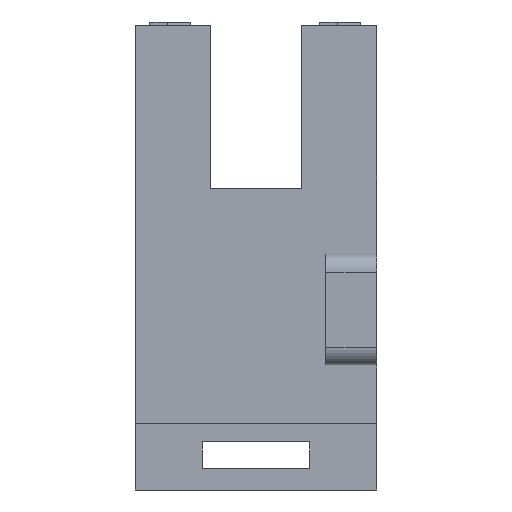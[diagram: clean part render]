
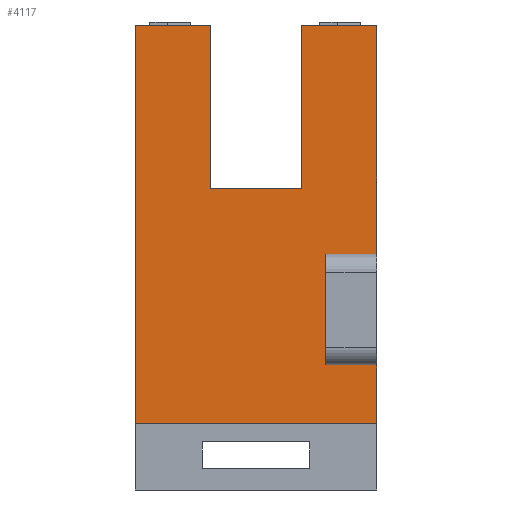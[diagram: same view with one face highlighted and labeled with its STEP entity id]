
A CAD part, left-side view. The second image highlights one B-rep face of the part: STEP entity #4117.
In plain terms, the highlighted planar face has unit normal (-1, 0, 0).
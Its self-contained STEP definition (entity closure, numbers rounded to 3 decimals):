
#833=DIRECTION('',(0.,-1.,0.));
#834=VECTOR('',#833,13.5);
#835=CARTESIAN_POINT('',(-3.3,6.75,-6.4));
#836=LINE('',#835,#834);
#853=DIRECTION('',(0.,0.,-1.));
#854=VECTOR('',#853,22.3);
#855=CARTESIAN_POINT('',(-3.3,6.75,15.9));
#856=LINE('',#855,#854);
#1013=DIRECTION('',(0.,0.,1.));
#1014=VECTOR('',#1013,9.1);
#1015=CARTESIAN_POINT('',(-3.3,-2.55,6.8));
#1016=LINE('',#1015,#1014);
#1017=DIRECTION('',(0.,-1.,0.));
#1018=VECTOR('',#1017,4.2);
#1019=CARTESIAN_POINT('',(-3.3,-2.55,15.9));
#1020=LINE('',#1019,#1018);
#1021=DIRECTION('',(0.,0.,-1.));
#1022=VECTOR('',#1021,12.8);
#1023=CARTESIAN_POINT('',(-3.3,-6.75,15.9));
#1024=LINE('',#1023,#1022);
#1025=DIRECTION('',(0.,0.,-1.));
#1026=VECTOR('',#1025,6.2);
#1027=CARTESIAN_POINT('',(-3.3,-3.9,3.1));
#1028=LINE('',#1027,#1026);
#1029=DIRECTION('',(0.,-1.,0.));
#1030=VECTOR('',#1029,2.85);
#1031=CARTESIAN_POINT('',(-3.3,-3.9,-3.1));
#1032=LINE('',#1031,#1030);
#1033=DIRECTION('',(0.,0.,-1.));
#1034=VECTOR('',#1033,3.3);
#1035=CARTESIAN_POINT('',(-3.3,-6.75,-3.1));
#1036=LINE('',#1035,#1034);
#1037=DIRECTION('',(0.,-1.,0.));
#1038=VECTOR('',#1037,4.2);
#1039=CARTESIAN_POINT('',(-3.3,6.75,15.9));
#1040=LINE('',#1039,#1038);
#1041=DIRECTION('',(0.,-1.,0.));
#1042=VECTOR('',#1041,5.1);
#1043=CARTESIAN_POINT('',(-3.3,2.55,6.8));
#1044=LINE('',#1043,#1042);
#1125=DIRECTION('',(0.,0.,1.));
#1126=VECTOR('',#1125,9.1);
#1127=CARTESIAN_POINT('',(-3.3,2.55,6.8));
#1128=LINE('',#1127,#1126);
#1577=DIRECTION('',(0.,-1.,0.));
#1578=VECTOR('',#1577,2.85);
#1579=CARTESIAN_POINT('',(-3.3,-3.9,3.1));
#1580=LINE('',#1579,#1578);
#2270=CARTESIAN_POINT('',(-3.3,-6.75,3.1));
#2271=VERTEX_POINT('',#2270);
#2272=CARTESIAN_POINT('',(-3.3,-6.75,15.9));
#2273=VERTEX_POINT('',#2272);
#2298=CARTESIAN_POINT('',(-3.3,-6.75,-6.4));
#2299=VERTEX_POINT('',#2298);
#2300=CARTESIAN_POINT('',(-3.3,-6.75,-3.1));
#2301=VERTEX_POINT('',#2300);
#2362=CARTESIAN_POINT('',(-3.3,-3.9,-3.1));
#2363=VERTEX_POINT('',#2362);
#2364=CARTESIAN_POINT('',(-3.3,-2.55,6.8));
#2365=CARTESIAN_POINT('',(-3.3,-2.55,15.9));
#2366=VERTEX_POINT('',#2364);
#2367=VERTEX_POINT('',#2365);
#2368=CARTESIAN_POINT('',(-3.3,-3.9,3.1));
#2369=VERTEX_POINT('',#2368);
#2370=CARTESIAN_POINT('',(-3.3,6.75,-6.4));
#2371=VERTEX_POINT('',#2370);
#2372=CARTESIAN_POINT('',(-3.3,6.75,15.9));
#2373=VERTEX_POINT('',#2372);
#2374=CARTESIAN_POINT('',(-3.3,2.55,15.9));
#2375=VERTEX_POINT('',#2374);
#2376=CARTESIAN_POINT('',(-3.3,2.55,6.8));
#2377=VERTEX_POINT('',#2376);
#4091=CARTESIAN_POINT('',(-3.3,-6.9,3.1));
#4092=DIRECTION('',(-1.,0.,0.));
#4093=DIRECTION('',(0.,0.,1.));
#4094=AXIS2_PLACEMENT_3D('',#4091,#4092,#4093);
#4095=PLANE('',#4094);
#4097=ORIENTED_EDGE('',*,*,#4096,.T.);
#4099=ORIENTED_EDGE('',*,*,#4098,.T.);
#4100=ORIENTED_EDGE('',*,*,#3965,.T.);
#4102=ORIENTED_EDGE('',*,*,#4101,.F.);
#4104=ORIENTED_EDGE('',*,*,#4103,.T.);
#4105=ORIENTED_EDGE('',*,*,#4084,.T.);
#4106=ORIENTED_EDGE('',*,*,#3990,.T.);
#4107=ORIENTED_EDGE('',*,*,#3884,.F.);
#4108=ORIENTED_EDGE('',*,*,#3908,.F.);
#4110=ORIENTED_EDGE('',*,*,#4109,.T.);
#4112=ORIENTED_EDGE('',*,*,#4111,.F.);
#4114=ORIENTED_EDGE('',*,*,#4113,.T.);
#4115=EDGE_LOOP('',(#4097,#4099,#4100,#4102,#4104,#4105,#4106,#4107,#4108,#4110,
#4112,#4114));
#4116=FACE_OUTER_BOUND('',#4115,.F.);
#3884=EDGE_CURVE('',#2371,#2299,#836,.T.);
#3908=EDGE_CURVE('',#2373,#2371,#856,.T.);
#3965=EDGE_CURVE('',#2273,#2271,#1024,.T.);
#3990=EDGE_CURVE('',#2301,#2299,#1036,.T.);
#4084=EDGE_CURVE('',#2363,#2301,#1032,.T.);
#4096=EDGE_CURVE('',#2366,#2367,#1016,.T.);
#4098=EDGE_CURVE('',#2367,#2273,#1020,.T.);
#4101=EDGE_CURVE('',#2369,#2271,#1580,.T.);
#4103=EDGE_CURVE('',#2369,#2363,#1028,.T.);
#4109=EDGE_CURVE('',#2373,#2375,#1040,.T.);
#4111=EDGE_CURVE('',#2377,#2375,#1128,.T.);
#4113=EDGE_CURVE('',#2377,#2366,#1044,.T.);
#4117=ADVANCED_FACE('',(#4116),#4095,.T.);
